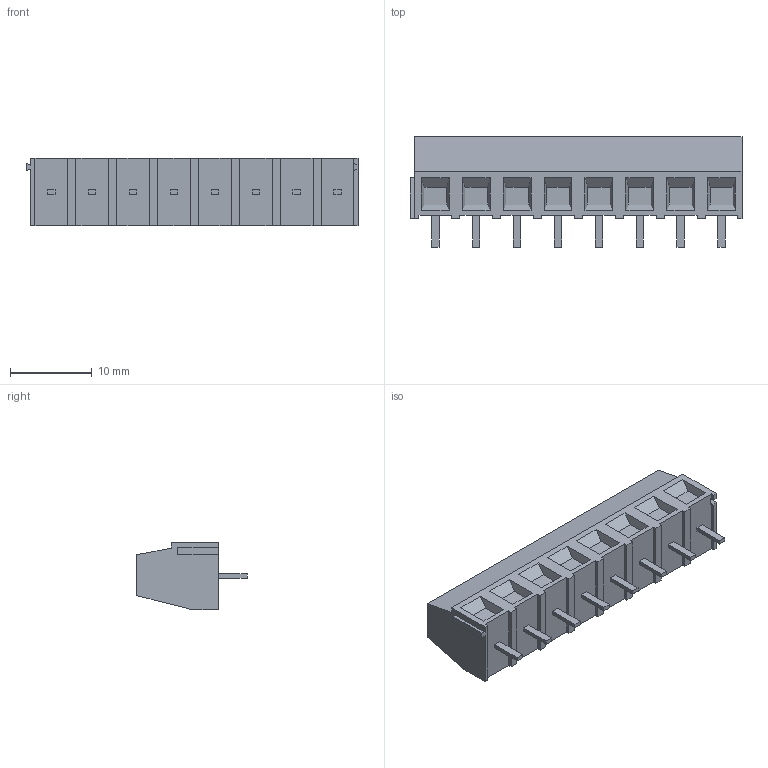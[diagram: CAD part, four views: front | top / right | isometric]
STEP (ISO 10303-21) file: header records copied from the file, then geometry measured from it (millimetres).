
FILE_DESCRIPTION((''),'2;1');
FILE_NAME('C-282836-8','2011-01-28T',('workeradm'),('Tyco Electronics Ltd.'),'PRO/ENGINEER BY PARAMETRIC TECHNOLOGY CORPORATION, 2009300','PRO/ENGINEER BY PARAMETRIC TECHNOLOGY CORPORATION, 2009300','');
FILE_SCHEMA(('AUTOMOTIVE_DESIGN { 1 0 10303 214 1 1 1 1 }'));
Length unit declared in the file: millimetre
Products named in the file (1): C-282836-8
Bounding box: 40.6 x 13.5 x 8.2 mm (x, y, z)
Volume: 2580.4 mm3; surface area: 1876.3 mm2
Topology: 1 solids, 1 shells, 227 faces, 603 edges, 402 vertices
Faces by surface type: plane 211, cylinder 16
Entity records: 7235 total; most frequent: CARTESIAN_POINT 1234, ORIENTED_EDGE 1206, DIRECTION 1121, EDGE_CURVE 603, VECTOR 539, LINE 539, VERTEX_POINT 402, AXIS2_PLACEMENT_3D 291
